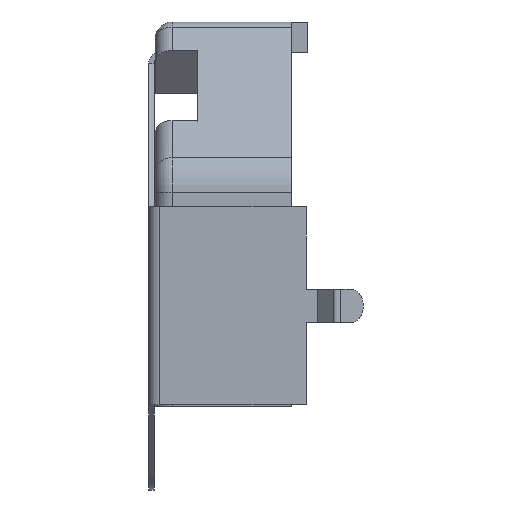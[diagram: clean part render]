
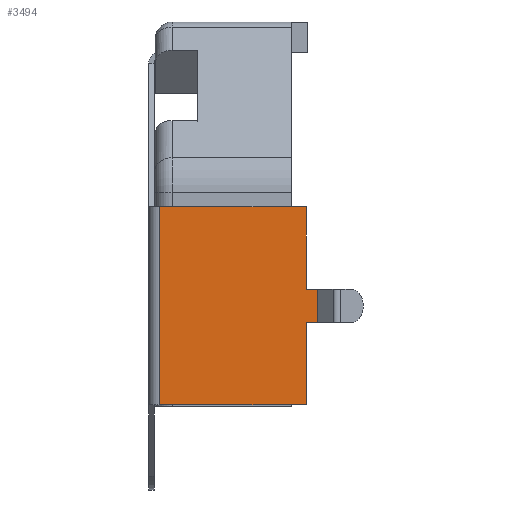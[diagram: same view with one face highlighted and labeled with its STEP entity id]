
A CAD part, left-side view. The second image highlights one B-rep face of the part: STEP entity #3494.
In plain terms, the highlighted planar face has unit normal (-1, 0, 0).
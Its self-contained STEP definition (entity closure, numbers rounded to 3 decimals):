
#442 = VERTEX_POINT ( 'NONE', #1870 ) ;
#1870 = CARTESIAN_POINT ( 'NONE',  ( -12.841, -5.829, -1.451 ) ) ;
#3424 = VERTEX_POINT ( 'NONE', #7349 ) ;
#3443 = ORIENTED_EDGE ( 'NONE', *, *, #3444, .T. ) ;
#3444 = EDGE_CURVE ( 'NONE', #3456, #3497, #6569, .T. ) ;
#3447 = EDGE_CURVE ( 'NONE', #3497, #6166, #6570, .T. ) ;
#3449 = EDGE_CURVE ( 'NONE', #6101, #3488, #6536, .T. ) ;
#3451 = ORIENTED_EDGE ( 'NONE', *, *, #3447, .T. ) ;
#3452 = ORIENTED_EDGE ( 'NONE', *, *, #6254, .T. ) ;
#3456 = VERTEX_POINT ( 'NONE', #6505 ) ;
#3467 = EDGE_CURVE ( 'NONE', #3424, #442, #6528, .T. ) ;
#3468 = ORIENTED_EDGE ( 'NONE', *, *, #6181, .F. ) ;
#3469 = EDGE_CURVE ( 'NONE', #3488, #3424, #6524, .T. ) ;
#3470 = EDGE_CURVE ( 'NONE', #442, #3456, #6517, .T. ) ;
#3488 = VERTEX_POINT ( 'NONE', #6608 ) ;
#3489 = EDGE_LOOP ( 'NONE', ( #3468, #3452, #3501, #3493, #3502, #3499, #3443, #3451 ) ) ;
#3493 = ORIENTED_EDGE ( 'NONE', *, *, #3469, .T. ) ;
#3494 = ADVANCED_FACE ( 'NONE', ( #6676 ), #6630, .F. ) ;
#3497 = VERTEX_POINT ( 'NONE', #6655 ) ;
#3499 = ORIENTED_EDGE ( 'NONE', *, *, #3470, .T. ) ;
#3501 = ORIENTED_EDGE ( 'NONE', *, *, #3449, .T. ) ;
#3502 = ORIENTED_EDGE ( 'NONE', *, *, #3467, .T. ) ;
#3906 = CARTESIAN_POINT ( 'NONE',  ( -12.841, -5.295, -6.95 ) ) ;
#4064 = DIRECTION ( 'NONE',  ( 0., 0., 1. ) ) ;
#4065 = VECTOR ( 'NONE', #4064, 1000. ) ;
#4066 = CARTESIAN_POINT ( 'NONE',  ( -12.841, 1.69, 2.473 ) ) ;
#4067 = LINE ( 'NONE', #4066, #4065 ) ;
#4082 = CARTESIAN_POINT ( 'NONE',  ( -12.841, 1.69, 2.473 ) ) ;
#4130 = CARTESIAN_POINT ( 'NONE',  ( -12.841, 1.69, -6.95 ) ) ;
#5615 = VECTOR ( 'NONE', #5624, 1000. ) ;
#5624 = DIRECTION ( 'NONE',  ( 0., -1., 0. ) ) ;
#5625 = CARTESIAN_POINT ( 'NONE',  ( -12.841, 1.944, -6.95 ) ) ;
#5626 = LINE ( 'NONE', #5625, #5615 ) ;
#6101 = VERTEX_POINT ( 'NONE', #3906 ) ;
#6166 = VERTEX_POINT ( 'NONE', #4082 ) ;
#6175 = VERTEX_POINT ( 'NONE', #4130 ) ;
#6181 = EDGE_CURVE ( 'NONE', #6175, #6166, #4067, .T. ) ;
#6254 = EDGE_CURVE ( 'NONE', #6175, #6101, #5626, .T. ) ;
#6505 = CARTESIAN_POINT ( 'NONE',  ( -12.841, -5.295, -1.451 ) ) ;
#6514 = DIRECTION ( 'NONE',  ( 0., 1., 0. ) ) ;
#6515 = VECTOR ( 'NONE', #6514, 1000. ) ;
#6516 = CARTESIAN_POINT ( 'NONE',  ( -12.841, 1.944, -1.451 ) ) ;
#6517 = LINE ( 'NONE', #6516, #6515 ) ;
#6518 = DIRECTION ( 'NONE',  ( 0., -1., 0. ) ) ;
#6519 = VECTOR ( 'NONE', #6518, 1000. ) ;
#6520 = CARTESIAN_POINT ( 'NONE',  ( -12.841, 1.944, -3.026 ) ) ;
#6524 = LINE ( 'NONE', #6520, #6519 ) ;
#6525 = DIRECTION ( 'NONE',  ( 0., 0., 1. ) ) ;
#6526 = VECTOR ( 'NONE', #6525, 1000. ) ;
#6527 = CARTESIAN_POINT ( 'NONE',  ( -12.841, -5.829, -1.451 ) ) ;
#6528 = LINE ( 'NONE', #6527, #6526 ) ;
#6533 = DIRECTION ( 'NONE',  ( 0., 0., 1. ) ) ;
#6534 = VECTOR ( 'NONE', #6533, 1000. ) ;
#6535 = CARTESIAN_POINT ( 'NONE',  ( -12.841, -5.295, -1.451 ) ) ;
#6536 = LINE ( 'NONE', #6535, #6534 ) ;
#6566 = DIRECTION ( 'NONE',  ( 0., 0., 1. ) ) ;
#6567 = VECTOR ( 'NONE', #6566, 1000. ) ;
#6568 = CARTESIAN_POINT ( 'NONE',  ( -12.841, -5.295, -1.451 ) ) ;
#6569 = LINE ( 'NONE', #6568, #6567 ) ;
#6570 = LINE ( 'NONE', #6573, #6572 ) ;
#6571 = DIRECTION ( 'NONE',  ( 0., 1., 0. ) ) ;
#6572 = VECTOR ( 'NONE', #6571, 1000. ) ;
#6573 = CARTESIAN_POINT ( 'NONE',  ( -12.841, 1.944, 2.473 ) ) ;
#6608 = CARTESIAN_POINT ( 'NONE',  ( -12.841, -5.295, -3.026 ) ) ;
#6624 = DIRECTION ( 'NONE',  ( 0., -1., 0. ) ) ;
#6625 = DIRECTION ( 'NONE',  ( 1., 0., 0. ) ) ;
#6626 = CARTESIAN_POINT ( 'NONE',  ( -12.841, 1.944, -1.451 ) ) ;
#6629 = AXIS2_PLACEMENT_3D ( 'NONE', #6626, #6625, #6624 ) ;
#6630 = PLANE ( 'NONE',  #6629 ) ;
#6655 = CARTESIAN_POINT ( 'NONE',  ( -12.841, -5.295, 2.473 ) ) ;
#6676 = FACE_OUTER_BOUND ( 'NONE', #3489, .T. ) ;
#7349 = CARTESIAN_POINT ( 'NONE',  ( -12.841, -5.829, -3.026 ) ) ;
